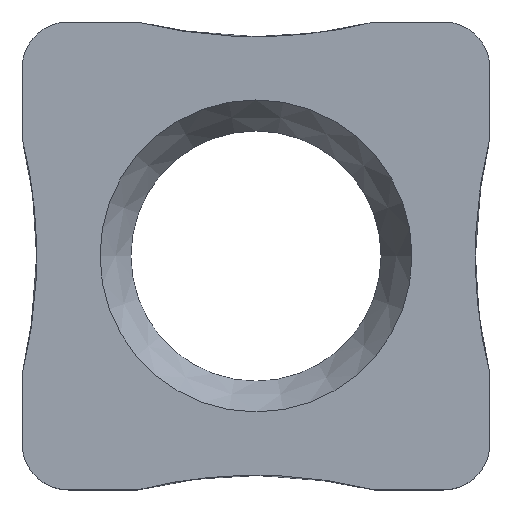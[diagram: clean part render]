
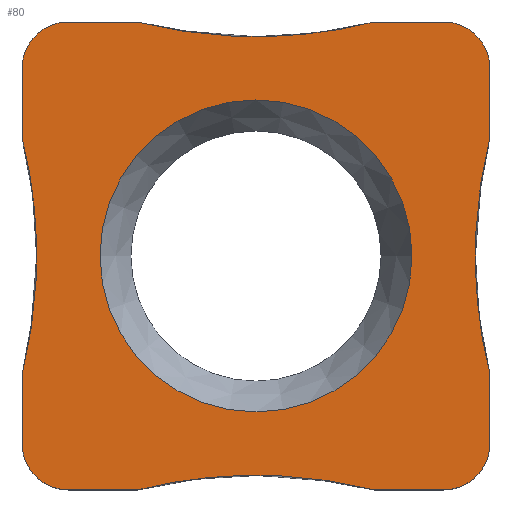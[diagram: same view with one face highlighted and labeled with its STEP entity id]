
A CAD part, top view. The second image highlights one B-rep face of the part: STEP entity #80.
In plain terms, the highlighted planar face has unit normal (0, 0, 1).
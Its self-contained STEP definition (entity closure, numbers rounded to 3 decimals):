
#80=ADVANCED_FACE('',(#226,#227),#108,.T.);
#108=PLANE('',#531);
#122=B_SPLINE_CURVE_WITH_KNOTS('',3,(#699,#700,#701,#702),.UNSPECIFIED.,
 .F.,.F.,(4,4),(0.,1.),.UNSPECIFIED.);
#123=B_SPLINE_CURVE_WITH_KNOTS('',3,(#710,#711,#712,#713),.UNSPECIFIED.,
 .F.,.F.,(4,4),(0.,1.),.UNSPECIFIED.);
#124=B_SPLINE_CURVE_WITH_KNOTS('',3,(#721,#722,#723,#724),.UNSPECIFIED.,
 .F.,.F.,(4,4),(0.,1.),.UNSPECIFIED.);
#125=B_SPLINE_CURVE_WITH_KNOTS('',3,(#732,#733,#734,#735),.UNSPECIFIED.,
 .F.,.F.,(4,4),(0.,1.),.UNSPECIFIED.);
#134=LINE('',#696,#178);
#135=LINE('',#704,#179);
#136=LINE('',#708,#180);
#137=LINE('',#715,#181);
#138=LINE('',#719,#182);
#139=LINE('',#726,#183);
#140=LINE('',#730,#184);
#141=LINE('',#737,#185);
#178=VECTOR('',#569,1.);
#179=VECTOR('',#570,1.);
#180=VECTOR('',#573,1.);
#181=VECTOR('',#574,1.);
#182=VECTOR('',#577,1.);
#183=VECTOR('',#578,1.);
#184=VECTOR('',#581,1.);
#185=VECTOR('',#582,1.);
#226=FACE_BOUND('',#234,.T.);
#227=FACE_BOUND('',#235,.T.);
#234=EDGE_LOOP('',(#266));
#235=EDGE_LOOP('',(#267,#268,#269,#270,#271,#272,#273,#274,#275,#276,#277,
#278,#279,#280,#281,#282));
#266=ORIENTED_EDGE('',*,*,#443,.T.);
#267=ORIENTED_EDGE('',*,*,#444,.F.);
#268=ORIENTED_EDGE('',*,*,#445,.T.);
#269=ORIENTED_EDGE('',*,*,#446,.F.);
#270=ORIENTED_EDGE('',*,*,#447,.F.);
#271=ORIENTED_EDGE('',*,*,#448,.F.);
#272=ORIENTED_EDGE('',*,*,#449,.T.);
#273=ORIENTED_EDGE('',*,*,#450,.F.);
#274=ORIENTED_EDGE('',*,*,#451,.F.);
#275=ORIENTED_EDGE('',*,*,#452,.F.);
#276=ORIENTED_EDGE('',*,*,#453,.T.);
#277=ORIENTED_EDGE('',*,*,#454,.F.);
#278=ORIENTED_EDGE('',*,*,#455,.F.);
#279=ORIENTED_EDGE('',*,*,#456,.F.);
#280=ORIENTED_EDGE('',*,*,#457,.T.);
#281=ORIENTED_EDGE('',*,*,#458,.F.);
#282=ORIENTED_EDGE('',*,*,#459,.F.);
#400=VERTEX_POINT('',#695);
#401=VERTEX_POINT('',#697);
#402=VERTEX_POINT('',#698);
#403=VERTEX_POINT('',#703);
#404=VERTEX_POINT('',#705);
#405=VERTEX_POINT('',#707);
#406=VERTEX_POINT('',#709);
#407=VERTEX_POINT('',#714);
#408=VERTEX_POINT('',#716);
#409=VERTEX_POINT('',#718);
#410=VERTEX_POINT('',#720);
#411=VERTEX_POINT('',#725);
#412=VERTEX_POINT('',#727);
#413=VERTEX_POINT('',#729);
#414=VERTEX_POINT('',#731);
#415=VERTEX_POINT('',#736);
#416=VERTEX_POINT('',#738);
#443=EDGE_CURVE('',#400,#400,#510,.T.);
#444=EDGE_CURVE('',#401,#402,#134,.T.);
#445=EDGE_CURVE('',#401,#403,#122,.T.);
#446=EDGE_CURVE('',#404,#403,#135,.T.);
#447=EDGE_CURVE('',#405,#404,#511,.T.);
#448=EDGE_CURVE('',#406,#405,#136,.T.);
#449=EDGE_CURVE('',#406,#407,#123,.T.);
#450=EDGE_CURVE('',#408,#407,#137,.T.);
#451=EDGE_CURVE('',#409,#408,#512,.T.);
#452=EDGE_CURVE('',#410,#409,#138,.T.);
#453=EDGE_CURVE('',#410,#411,#124,.T.);
#454=EDGE_CURVE('',#412,#411,#139,.T.);
#455=EDGE_CURVE('',#413,#412,#513,.T.);
#456=EDGE_CURVE('',#414,#413,#140,.T.);
#457=EDGE_CURVE('',#414,#415,#125,.T.);
#458=EDGE_CURVE('',#416,#415,#141,.T.);
#459=EDGE_CURVE('',#402,#416,#514,.T.);
#510=CIRCLE('',#526,8.102);
#511=CIRCLE('',#527,2.4);
#512=CIRCLE('',#528,2.4);
#513=CIRCLE('',#529,2.4);
#514=CIRCLE('',#530,2.4);
#526=AXIS2_PLACEMENT_3D('',#694,#567,#568);
#527=AXIS2_PLACEMENT_3D('',#706,#571,#572);
#528=AXIS2_PLACEMENT_3D('',#717,#575,#576);
#529=AXIS2_PLACEMENT_3D('',#728,#579,#580);
#530=AXIS2_PLACEMENT_3D('',#739,#583,#584);
#531=AXIS2_PLACEMENT_3D('',#740,#585,#586);
#567=DIRECTION('',(0.,0.,-1.));
#568=DIRECTION('',(1.,0.,0.));
#569=DIRECTION('',(-1.,0.,0.));
#570=DIRECTION('',(-1.,0.,0.));
#571=DIRECTION('',(0.,0.,-1.));
#572=DIRECTION('',(1.,0.,0.));
#573=DIRECTION('',(0.,-1.,0.));
#574=DIRECTION('',(0.,-1.,0.));
#575=DIRECTION('',(0.,0.,-1.));
#576=DIRECTION('',(1.,0.,0.));
#577=DIRECTION('',(1.,0.,0.));
#578=DIRECTION('',(1.,0.,0.));
#579=DIRECTION('',(0.,0.,-1.));
#580=DIRECTION('',(1.,0.,0.));
#581=DIRECTION('',(0.,1.,0.));
#582=DIRECTION('',(0.,1.,0.));
#583=DIRECTION('',(0.,0.,-1.));
#584=DIRECTION('',(1.,0.,0.));
#585=DIRECTION('',(0.,0.,1.));
#586=DIRECTION('',(1.,0.,0.));
#694=CARTESIAN_POINT('',(0.,0.,-0.17));
#695=CARTESIAN_POINT('',(8.102,0.,-0.17));
#696=CARTESIAN_POINT('',(-12.15,-12.15,-0.17));
#697=CARTESIAN_POINT('',(-6.136,-12.15,-0.17));
#698=CARTESIAN_POINT('',(-9.75,-12.15,-0.17));
#699=CARTESIAN_POINT('',(-6.136,-12.15,-0.17));
#700=CARTESIAN_POINT('',(-2.121,-11.133,-0.17));
#701=CARTESIAN_POINT('',(2.12,-11.133,-0.17));
#702=CARTESIAN_POINT('',(6.135,-12.15,-0.17));
#703=CARTESIAN_POINT('',(6.135,-12.15,-0.17));
#704=CARTESIAN_POINT('',(-12.15,-12.15,-0.17));
#705=CARTESIAN_POINT('',(9.75,-12.15,-0.17));
#706=CARTESIAN_POINT('',(9.75,-9.75,-0.17));
#707=CARTESIAN_POINT('',(12.15,-9.75,-0.17));
#708=CARTESIAN_POINT('',(12.15,-12.15,-0.17));
#709=CARTESIAN_POINT('',(12.15,-6.136,-0.17));
#710=CARTESIAN_POINT('',(12.15,-6.136,-0.17));
#711=CARTESIAN_POINT('',(11.133,-2.121,-0.17));
#712=CARTESIAN_POINT('',(11.133,2.12,-0.17));
#713=CARTESIAN_POINT('',(12.15,6.135,-0.17));
#714=CARTESIAN_POINT('',(12.15,6.135,-0.17));
#715=CARTESIAN_POINT('',(12.15,-12.15,-0.17));
#716=CARTESIAN_POINT('',(12.15,9.75,-0.17));
#717=CARTESIAN_POINT('',(9.75,9.75,-0.17));
#718=CARTESIAN_POINT('',(9.75,12.15,-0.17));
#719=CARTESIAN_POINT('',(12.15,12.15,-0.17));
#720=CARTESIAN_POINT('',(6.136,12.15,-0.17));
#721=CARTESIAN_POINT('',(6.136,12.15,-0.17));
#722=CARTESIAN_POINT('',(2.121,11.133,-0.17));
#723=CARTESIAN_POINT('',(-2.12,11.133,-0.17));
#724=CARTESIAN_POINT('',(-6.135,12.15,-0.17));
#725=CARTESIAN_POINT('',(-6.135,12.15,-0.17));
#726=CARTESIAN_POINT('',(12.15,12.15,-0.17));
#727=CARTESIAN_POINT('',(-9.75,12.15,-0.17));
#728=CARTESIAN_POINT('',(-9.75,9.75,-0.17));
#729=CARTESIAN_POINT('',(-12.15,9.75,-0.17));
#730=CARTESIAN_POINT('',(-12.15,12.15,-0.17));
#731=CARTESIAN_POINT('',(-12.15,6.136,-0.17));
#732=CARTESIAN_POINT('',(-12.15,6.136,-0.17));
#733=CARTESIAN_POINT('',(-11.133,2.121,-0.17));
#734=CARTESIAN_POINT('',(-11.133,-2.12,-0.17));
#735=CARTESIAN_POINT('',(-12.15,-6.135,-0.17));
#736=CARTESIAN_POINT('',(-12.15,-6.135,-0.17));
#737=CARTESIAN_POINT('',(-12.15,12.15,-0.17));
#738=CARTESIAN_POINT('',(-12.15,-9.75,-0.17));
#739=CARTESIAN_POINT('',(-9.75,-9.75,-0.17));
#740=CARTESIAN_POINT('',(0.,0.,-0.17));
